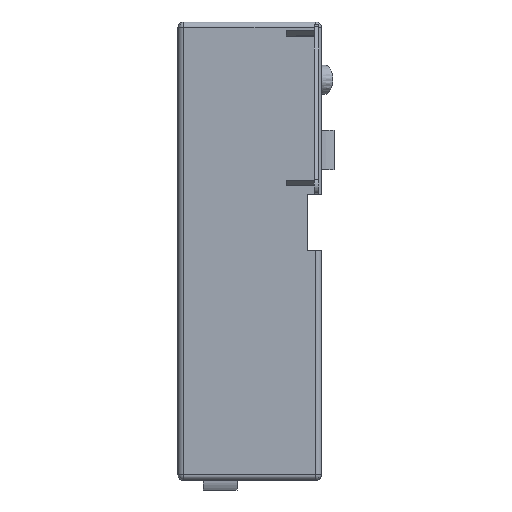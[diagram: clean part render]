
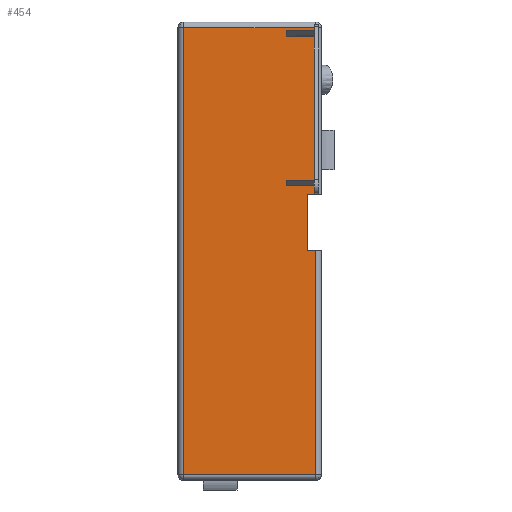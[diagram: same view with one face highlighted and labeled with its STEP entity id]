
A CAD part, top view. The second image highlights one B-rep face of the part: STEP entity #454.
In plain terms, the highlighted planar face has unit normal (0, 0, 1).
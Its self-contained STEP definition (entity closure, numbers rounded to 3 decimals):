
#40 = VERTEX_POINT('',#41);
#41 = CARTESIAN_POINT('',(-2.5,101.75,24.));
#47 = EDGE_CURVE('',#40,#48,#50,.T.);
#48 = VERTEX_POINT('',#49);
#49 = CARTESIAN_POINT('',(-5.,101.75,24.));
#50 = LINE('',#51,#52);
#51 = CARTESIAN_POINT('',(0.,101.75,24.));
#52 = VECTOR('',#53,1.);
#53 = DIRECTION('',(-1.,-0.,-0.));
#220 = EDGE_CURVE('',#40,#221,#223,.T.);
#221 = VERTEX_POINT('',#222);
#222 = CARTESIAN_POINT('',(-2.5,104.75,24.));
#223 = LINE('',#224,#225);
#224 = CARTESIAN_POINT('',(-2.5,121.75,24.));
#225 = VECTOR('',#226,1.);
#226 = DIRECTION('',(0.,1.,0.));
#245 = VERTEX_POINT('',#246);
#246 = CARTESIAN_POINT('',(-2.5,106.75,24.));
#252 = EDGE_CURVE('',#245,#253,#255,.T.);
#253 = VERTEX_POINT('',#254);
#254 = CARTESIAN_POINT('',(-2.5,158.,24.));
#255 = LINE('',#256,#257);
#256 = CARTESIAN_POINT('',(-2.5,121.75,24.));
#257 = VECTOR('',#258,1.);
#258 = DIRECTION('',(0.,1.,0.));
#277 = VERTEX_POINT('',#278);
#278 = CARTESIAN_POINT('',(-2.5,160.,24.));
#284 = EDGE_CURVE('',#277,#285,#287,.T.);
#285 = VERTEX_POINT('',#286);
#286 = CARTESIAN_POINT('',(-2.5,161.,24.));
#287 = LINE('',#288,#289);
#288 = CARTESIAN_POINT('',(-2.5,121.75,24.));
#289 = VECTOR('',#290,1.);
#290 = DIRECTION('',(0.,1.,0.));
#454 = ADVANCED_FACE('',(#455),#551,.T.);
#455 = FACE_BOUND('',#456,.T.);
#456 = EDGE_LOOP('',(#457,#467,#475,#483,#489,#490,#491,#499,#507,#513,
    #514,#522,#530,#536,#537,#545));
#457 = ORIENTED_EDGE('',*,*,#458,.F.);
#458 = EDGE_CURVE('',#459,#461,#463,.T.);
#459 = VERTEX_POINT('',#460);
#460 = CARTESIAN_POINT('',(-2.,2.,24.));
#461 = VERTEX_POINT('',#462);
#462 = CARTESIAN_POINT('',(-49.,2.,24.));
#463 = LINE('',#464,#465);
#464 = CARTESIAN_POINT('',(0.,2.,24.));
#465 = VECTOR('',#466,1.);
#466 = DIRECTION('',(-1.,0.,0.));
#467 = ORIENTED_EDGE('',*,*,#468,.F.);
#468 = EDGE_CURVE('',#469,#459,#471,.T.);
#469 = VERTEX_POINT('',#470);
#470 = CARTESIAN_POINT('',(-2.,81.75,24.));
#471 = LINE('',#472,#473);
#472 = CARTESIAN_POINT('',(-2.,163.,24.));
#473 = VECTOR('',#474,1.);
#474 = DIRECTION('',(0.,-1.,0.));
#475 = ORIENTED_EDGE('',*,*,#476,.T.);
#476 = EDGE_CURVE('',#469,#477,#479,.T.);
#477 = VERTEX_POINT('',#478);
#478 = CARTESIAN_POINT('',(-5.,81.75,24.));
#479 = LINE('',#480,#481);
#480 = CARTESIAN_POINT('',(0.,81.75,24.));
#481 = VECTOR('',#482,1.);
#482 = DIRECTION('',(-1.,-0.,-0.));
#483 = ORIENTED_EDGE('',*,*,#484,.T.);
#484 = EDGE_CURVE('',#477,#48,#485,.T.);
#485 = LINE('',#486,#487);
#486 = CARTESIAN_POINT('',(-5.,81.75,24.));
#487 = VECTOR('',#488,1.);
#488 = DIRECTION('',(0.,1.,0.));
#489 = ORIENTED_EDGE('',*,*,#47,.F.);
#490 = ORIENTED_EDGE('',*,*,#220,.T.);
#491 = ORIENTED_EDGE('',*,*,#492,.T.);
#492 = EDGE_CURVE('',#221,#493,#495,.T.);
#493 = VERTEX_POINT('',#494);
#494 = CARTESIAN_POINT('',(-12.5,104.75,24.));
#495 = LINE('',#496,#497);
#496 = CARTESIAN_POINT('',(-2.5,104.75,24.));
#497 = VECTOR('',#498,1.);
#498 = DIRECTION('',(-1.,0.,0.));
#499 = ORIENTED_EDGE('',*,*,#500,.F.);
#500 = EDGE_CURVE('',#501,#493,#503,.T.);
#501 = VERTEX_POINT('',#502);
#502 = CARTESIAN_POINT('',(-12.5,106.75,24.));
#503 = LINE('',#504,#505);
#504 = CARTESIAN_POINT('',(-12.5,106.75,24.));
#505 = VECTOR('',#506,1.);
#506 = DIRECTION('',(0.,-1.,0.));
#507 = ORIENTED_EDGE('',*,*,#508,.F.);
#508 = EDGE_CURVE('',#245,#501,#509,.T.);
#509 = LINE('',#510,#511);
#510 = CARTESIAN_POINT('',(-2.5,106.75,24.));
#511 = VECTOR('',#512,1.);
#512 = DIRECTION('',(-1.,0.,0.));
#513 = ORIENTED_EDGE('',*,*,#252,.T.);
#514 = ORIENTED_EDGE('',*,*,#515,.T.);
#515 = EDGE_CURVE('',#253,#516,#518,.T.);
#516 = VERTEX_POINT('',#517);
#517 = CARTESIAN_POINT('',(-12.5,158.,24.));
#518 = LINE('',#519,#520);
#519 = CARTESIAN_POINT('',(-2.5,158.,24.));
#520 = VECTOR('',#521,1.);
#521 = DIRECTION('',(-1.,0.,0.));
#522 = ORIENTED_EDGE('',*,*,#523,.T.);
#523 = EDGE_CURVE('',#516,#524,#526,.T.);
#524 = VERTEX_POINT('',#525);
#525 = CARTESIAN_POINT('',(-12.5,160.,24.));
#526 = LINE('',#527,#528);
#527 = CARTESIAN_POINT('',(-12.5,158.,24.));
#528 = VECTOR('',#529,1.);
#529 = DIRECTION('',(0.,1.,0.));
#530 = ORIENTED_EDGE('',*,*,#531,.F.);
#531 = EDGE_CURVE('',#277,#524,#532,.T.);
#532 = LINE('',#533,#534);
#533 = CARTESIAN_POINT('',(-2.5,160.,24.));
#534 = VECTOR('',#535,1.);
#535 = DIRECTION('',(-1.,0.,0.));
#536 = ORIENTED_EDGE('',*,*,#284,.T.);
#537 = ORIENTED_EDGE('',*,*,#538,.F.);
#538 = EDGE_CURVE('',#539,#285,#541,.T.);
#539 = VERTEX_POINT('',#540);
#540 = CARTESIAN_POINT('',(-49.,161.,24.));
#541 = LINE('',#542,#543);
#542 = CARTESIAN_POINT('',(-51.,161.,24.));
#543 = VECTOR('',#544,1.);
#544 = DIRECTION('',(1.,0.,0.));
#545 = ORIENTED_EDGE('',*,*,#546,.F.);
#546 = EDGE_CURVE('',#461,#539,#547,.T.);
#547 = LINE('',#548,#549);
#548 = CARTESIAN_POINT('',(-49.,0.,24.));
#549 = VECTOR('',#550,1.);
#550 = DIRECTION('',(0.,1.,0.));
#551 = PLANE('',#552);
#552 = AXIS2_PLACEMENT_3D('',#553,#554,#555);
#553 = CARTESIAN_POINT('',(-25.5,81.5,24.));
#554 = DIRECTION('',(0.,0.,1.));
#555 = DIRECTION('',(1.,0.,0.));
